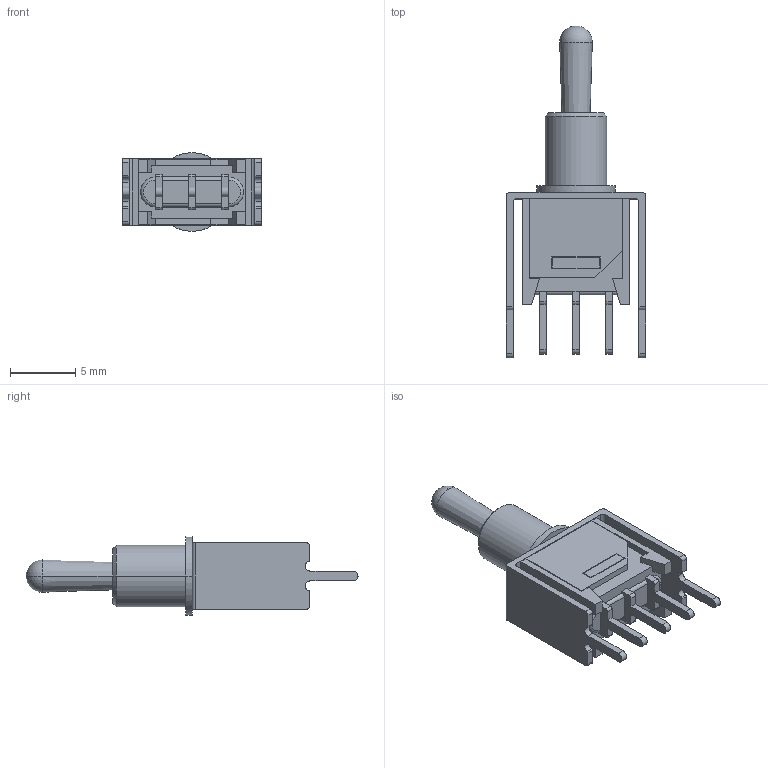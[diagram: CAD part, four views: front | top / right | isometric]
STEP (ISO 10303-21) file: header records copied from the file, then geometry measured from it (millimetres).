
FILE_DESCRIPTION (( 'STEP AP214' ), '1' );
FILE_NAME ('トグル.STEP', '2021-05-31T17:13:22', ( '' ), ( '' ), 'SwSTEP 2.0', 'SolidWorks 2020', '' );
FILE_SCHEMA (( 'AUTOMOTIVE_DESIGN' ));
Length unit declared in the file: millimetre
Products named in the file (1): トグル
Bounding box: 10.67 x 25.45 x 6 mm (x, y, z)
Volume: 470 mm3; surface area: 853.8 mm2
Topology: 1 solids, 1 shells, 164 faces, 457 edges, 302 vertices
Faces by surface type: plane 113, cylinder 43, cone 4, sphere 2, torus 2
Entity records: 5865 total; most frequent: CARTESIAN_POINT 916, ORIENTED_EDGE 904, DIRECTION 886, EDGE_CURVE 452, VECTOR 348, LINE 348, VERTEX_POINT 299, AXIS2_PLACEMENT_3D 269
